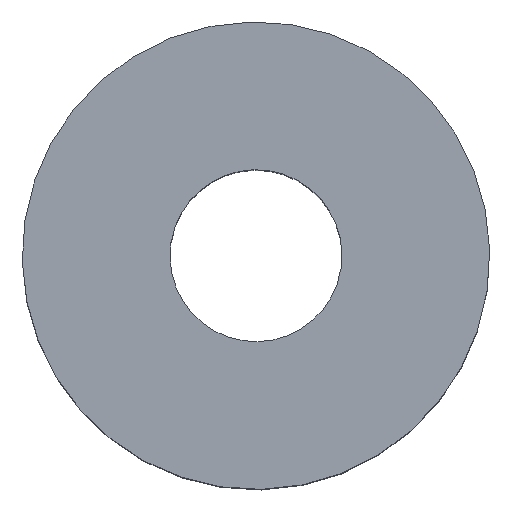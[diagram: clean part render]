
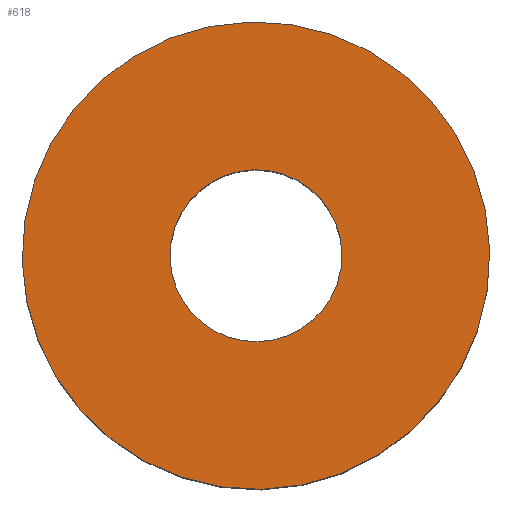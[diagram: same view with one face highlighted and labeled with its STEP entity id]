
A CAD part, top view. The second image highlights one B-rep face of the part: STEP entity #618.
In plain terms, the highlighted planar face has unit normal (0, 0, 1).
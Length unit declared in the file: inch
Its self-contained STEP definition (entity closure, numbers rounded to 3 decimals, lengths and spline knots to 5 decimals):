
#562=AXIS2_PLACEMENT_3D('Circle Axis2P3D',#560,#561,$) ;
#581=AXIS2_PLACEMENT_3D('Circle Axis2P3D',#579,#580,$) ;
#594=AXIS2_PLACEMENT_3D('Plane Axis2P3D',#591,#592,#593) ;
#602=AXIS2_PLACEMENT_3D('Circle Axis2P3D',#600,#601,$) ;
#611=AXIS2_PLACEMENT_3D('Circle Axis2P3D',#609,#610,$) ;
#557=CARTESIAN_POINT('Vertex',(5.21375,9.54371,15.75)) ;
#560=CARTESIAN_POINT('Axis2P3D Location',(0.,0.,15.75)) ;
#564=CARTESIAN_POINT('Vertex',(-5.21375,-9.54371,15.75)) ;
#579=CARTESIAN_POINT('Axis2P3D Location',(0.,0.,15.75)) ;
#591=CARTESIAN_POINT('Axis2P3D Location',(0.,10.875,15.75)) ;
#600=CARTESIAN_POINT('Axis2P3D Location',(0.,0.,15.75)) ;
#604=CARTESIAN_POINT('Vertex',(-1.9177,-3.51033,15.75)) ;
#606=CARTESIAN_POINT('Vertex',(1.9177,3.51033,15.75)) ;
#609=CARTESIAN_POINT('Axis2P3D Location',(0.,0.,15.75)) ;
#561=DIRECTION('Axis2P3D Direction',(0.,0.,-0.039)) ;
#580=DIRECTION('Axis2P3D Direction',(0.,0.,-0.039)) ;
#592=DIRECTION('Axis2P3D Direction',(0.,0.,-0.039)) ;
#593=DIRECTION('Axis2P3D XDirection',(0.039,0.,0.)) ;
#601=DIRECTION('Axis2P3D Direction',(0.,0.,-0.039)) ;
#610=DIRECTION('Axis2P3D Direction',(0.,0.,-0.039)) ;
#597=ORIENTED_EDGE('',*,*,#566,.F.) ;
#598=ORIENTED_EDGE('',*,*,#583,.F.) ;
#615=ORIENTED_EDGE('',*,*,#608,.T.) ;
#616=ORIENTED_EDGE('',*,*,#613,.T.) ;
#617=FACE_BOUND('',#614,.T.) ;
#618=ADVANCED_FACE('PartBody',(#599,#617),#595,.F.) ;
#563=CIRCLE('generated circle',#562,10.875) ;
#582=CIRCLE('generated circle',#581,10.875) ;
#603=CIRCLE('generated circle',#602,4.) ;
#612=CIRCLE('generated circle',#611,4.) ;
#566=EDGE_CURVE('',#558,#565,#563,.T.) ;
#583=EDGE_CURVE('',#565,#558,#582,.T.) ;
#608=EDGE_CURVE('',#605,#607,#603,.T.) ;
#613=EDGE_CURVE('',#607,#605,#612,.T.) ;
#596=EDGE_LOOP('',(#597,#598)) ;
#614=EDGE_LOOP('',(#615,#616)) ;
#599=FACE_OUTER_BOUND('',#596,.T.) ;
#595=PLANE('',#594) ;
#558=VERTEX_POINT('',#557) ;
#565=VERTEX_POINT('',#564) ;
#605=VERTEX_POINT('',#604) ;
#607=VERTEX_POINT('',#606) ;
